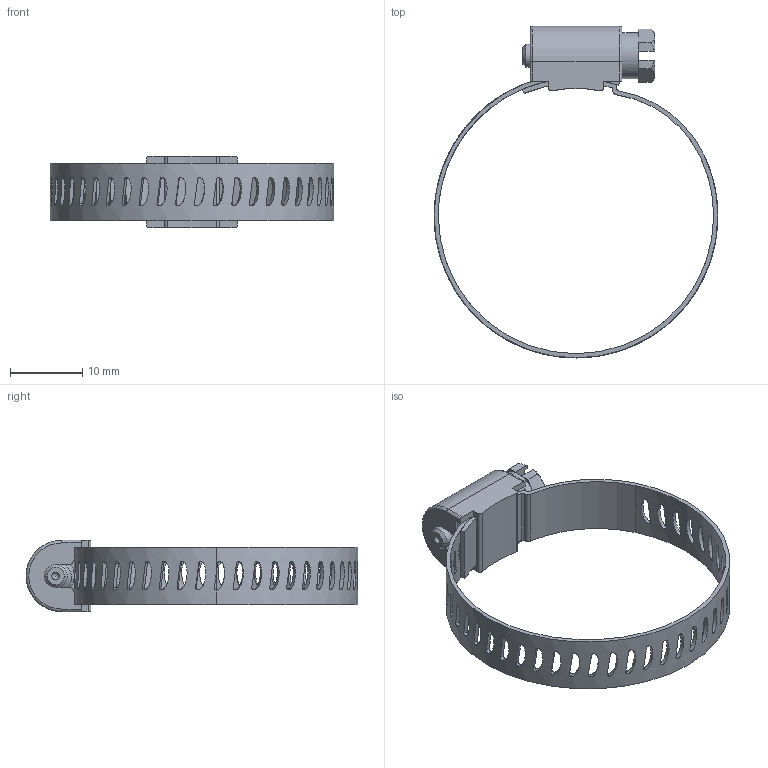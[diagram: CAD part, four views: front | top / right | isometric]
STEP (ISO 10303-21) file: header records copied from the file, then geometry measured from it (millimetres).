
FILE_DESCRIPTION (( 'STEP AP203' ), '1' );
FILE_NAME ('5011T241.step', '2015-07-27T16:18:51', ( '' ), ( '' ), 'SwSTEP 2.0', 'SolidWorks 2014', '' );
FILE_SCHEMA (( 'CONFIG_CONTROL_DESIGN' ));
Length unit declared in the file: inch
Products named in the file (1): 5011T241
Bounding box: 39.27 x 45.93 x 9.91 mm (x, y, z)
Volume: 1069.5 mm3; surface area: 3493.2 mm2
Topology: 3 solids, 3 shells, 278 faces, 798 edges, 525 vertices
Faces by surface type: bspline 120, plane 96, cylinder 47, cone 12, torus 2, sphere 1
Entity records: 18347 total; most frequent: CARTESIAN_POINT 12248, ORIENTED_EDGE 1592, EDGE_CURVE 796, DIRECTION 698, VERTEX_POINT 524, B_SPLINE_CURVE_WITH_KNOTS 418, EDGE_LOOP 358, ADVANCED_FACE 278
